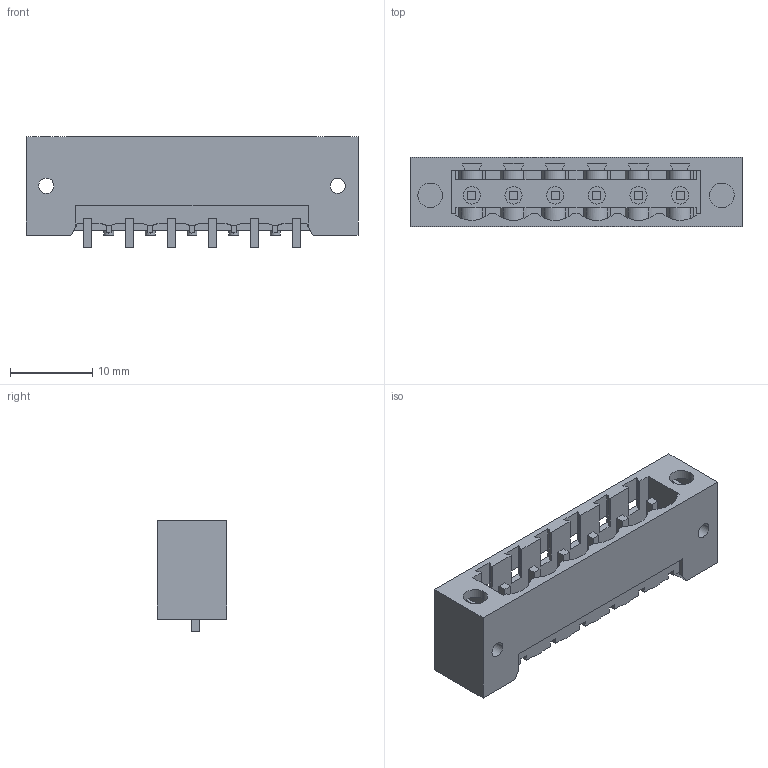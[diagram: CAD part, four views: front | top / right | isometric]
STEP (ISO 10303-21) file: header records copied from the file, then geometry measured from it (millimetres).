
FILE_DESCRIPTION(('CATIA V5 STEP Exchange','CAx-IF Rec.Pracs.--- Model Styling and Organization---1.2---2011-12-15'),'2;1');
FILE_NAME ('D1456954_0_1837340000_1837340000.stp','2018-03-21T13:01:26+00:00',('none'),('Weidmueller'),'CATIA Version 5-6 Release 2014','CATIA V5 STEP AP214','none');
FILE_SCHEMA(('AUTOMOTIVE_DESIGN { 1 0 10303 214 1 1 1 1 }'));
Length unit declared in the file: millimetre
Products named in the file (1): 1837340000
Bounding box: 40.48 x 8.43 x 13.5 mm (x, y, z)
Volume: 1593.3 mm3; surface area: 3742.8 mm2
Topology: 7 solids, 7 shells, 423 faces, 1307 edges, 893 vertices
Faces by surface type: plane 352, cylinder 65, extrusion 6
Entity records: 14960 total; most frequent: CARTESIAN_POINT 3385, ORIENTED_EDGE 2614, DIRECTION 2028, EDGE_CURVE 1307, VECTOR 1084, LINE 1078, VERTEX_POINT 893, AXIS2_PLACEMENT_3D 527
